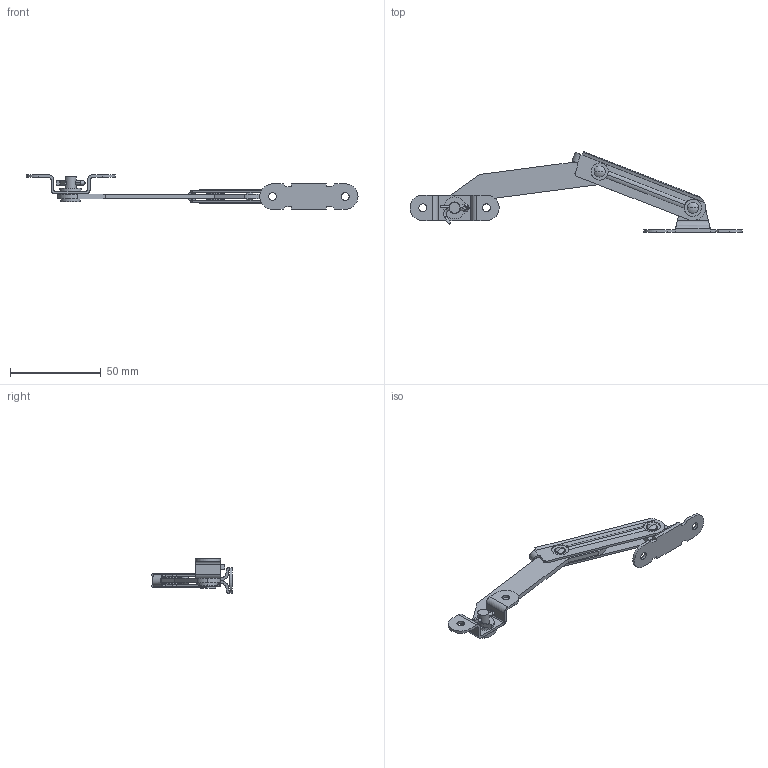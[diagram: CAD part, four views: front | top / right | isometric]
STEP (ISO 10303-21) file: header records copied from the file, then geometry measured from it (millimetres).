
FILE_DESCRIPTION (( 'STEP AP203' ), '1' );
FILE_NAME ('B-1454-3.STEP', '2020-06-04T03:53:52', ( '' ), ( '' ), 'SwSTEP 2.0', 'SolidWorks 2018', '' );
FILE_SCHEMA (( 'CONFIG_CONTROL_DESIGN' ));
Length unit declared in the file: millimetre
Products named in the file (11): B-1454-3_儕儀僢僩C_; B-1454-3_平ワッシャー_; B-1454-3_枠_; B-1454-3_割りピン_; B-1454-3_鋼球_; B-1454-3_アーム_; B-1454-3_儕儀僢僩B_; B-1454-3_儕儀僢僩A_; B-1454-3_枠ブラケット_; B-1454-3_障子ブラケット_; B-1454-3
Assembly tree (10 placements, depth 2):
  B-1454-3
    B-1454-3_枠ブラケット_
    B-1454-3_障子ブラケット_
    B-1454-3_アーム_
    B-1454-3_鋼球_
    B-1454-3_枠_
    B-1454-3_儕儀僢僩A_
    B-1454-3_儕儀僢僩B_
    B-1454-3_儕儀僢僩C_
    B-1454-3_平ワッシャー_
    B-1454-3_割りピン_
Bounding box: 182.5 x 44.44 x 19 mm (x, y, z)
Volume: 10487.7 mm3; surface area: 14577.1 mm2
Topology: 10 solids, 10 shells, 224 faces, 565 edges, 364 vertices
Faces by surface type: cylinder 117, plane 96, sphere 7, torus 4
Entity records: 8113 total; most frequent: CARTESIAN_POINT 1462, DIRECTION 1190, ORIENTED_EDGE 1120, EDGE_CURVE 560, AXIS2_PLACEMENT_3D 443, VERTEX_POINT 361, LINE 304, VECTOR 304
